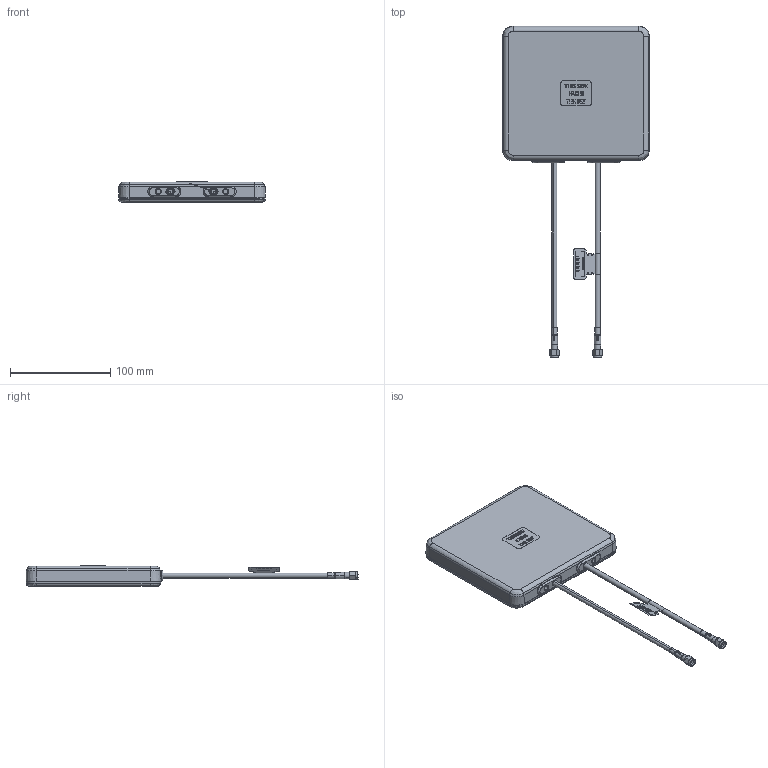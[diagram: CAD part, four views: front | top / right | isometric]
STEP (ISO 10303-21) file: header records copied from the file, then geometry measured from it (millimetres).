
FILE_DESCRIPTION (( 'STEP AP214' ), '1' );
FILE_NAME ('MA910.W.A.CG.001_web.STEP', '2020-08-19T07:49:57', ( '' ), ( '' ), 'SwSTEP 2.0', 'SolidWorks 2018', '' );
FILE_SCHEMA (( 'AUTOMOTIVE_DESIGN' ));
Length unit declared in the file: millimetre
Products named in the file (13): 001316L060000A_Wi-Fi-1_Yellow_CFD200; Cable.5; Cable; 000115D030000A_MA930_Bottom_Housing_Bracket-Ver10; RP-SMA(M)ST; Label; 001015H030000A_MA930_CLEAR_LABE.PRT; MA910.W.A.CG.001_web; Barcode Label; Empty Label; 000715H010000A_MA930_Rubber_2Holes_Ver01; top housing; 001316L070000A_Wi-Fi-2_Yellow_CFD200
Assembly tree (14 placements, depth 3):
  MA910.W.A.CG.001_web
    top housing
    Cable.5
    Cable
    000715H010000A_MA930_Rubber_2Holes_Ver01  x2
    000115D030000A_MA930_Bottom_Housing_Bracket-Ver10
    001015H030000A_MA930_CLEAR_LABE.PRT
    RP-SMA(M)ST  x2
    001316L070000A_Wi-Fi-2_Yellow_CFD200
    001316L060000A_Wi-Fi-1_Yellow_CFD200
    Label
      Empty Label
      Barcode Label
Bounding box: 146.05 x 330.45 x 20.11 mm (x, y, z)
Volume: 129469.4 mm3; surface area: 115472.6 mm2
Topology: 33 solids, 33 shells, 1353 faces, 3321 edges, 2112 vertices
Faces by surface type: plane 661, bspline 330, cylinder 224, cone 110, torus 28
Entity records: 56391 total; most frequent: CARTESIAN_POINT 18335, ORIENTED_EDGE 5844, DIRECTION 4692, EDGE_CURVE 2922, VERTEX_POINT 1881, LINE 1776, VECTOR 1776, AXIS2_PLACEMENT_3D 1458
